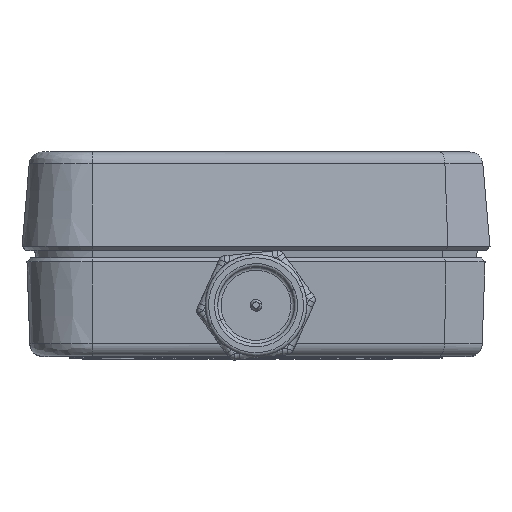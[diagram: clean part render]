
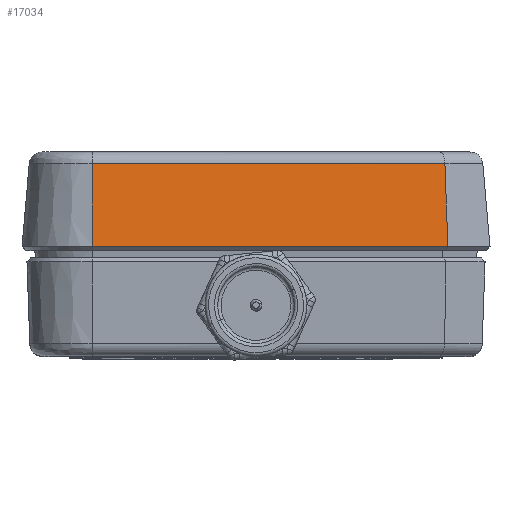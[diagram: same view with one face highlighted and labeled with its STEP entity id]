
A CAD part, top view. The second image highlights one B-rep face of the part: STEP entity #17034.
In plain terms, the highlighted planar face has unit normal (0, 0.087, 0.996).
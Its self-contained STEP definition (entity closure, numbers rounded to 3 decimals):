
#1388 = DIRECTION ( 'NONE',  ( 0., -0.996, 0.087 ) ) ;
#1579 = CARTESIAN_POINT ( 'NONE',  ( -33.282, 7.086, 20.427 ) ) ;
#3834 = EDGE_CURVE ( 'NONE', #9363, #13294, #34855, .T. ) ;
#5449 = AXIS2_PLACEMENT_3D ( 'NONE', #1579, #16179, #1388 ) ;
#5827 = VECTOR ( 'NONE', #21399, 1000. ) ;
#9363 = VERTEX_POINT ( 'NONE', #34835 ) ;
#10581 = VERTEX_POINT ( 'NONE', #29324 ) ;
#12286 = CARTESIAN_POINT ( 'NONE',  ( -33.282, -0.125, 21.057 ) ) ;
#12833 = LINE ( 'NONE', #13022, #22158 ) ;
#13022 = CARTESIAN_POINT ( 'NONE',  ( -6.13, -0.125, 21.056 ) ) ;
#13080 = FACE_OUTER_BOUND ( 'NONE', #22951, .T. ) ;
#13294 = VERTEX_POINT ( 'NONE', #28604 ) ;
#15198 = EDGE_CURVE ( 'NONE', #10581, #9363, #12833, .T. ) ;
#15396 = LINE ( 'NONE', #23577, #31951 ) ;
#16179 = DIRECTION ( 'NONE',  ( 0., 0.087, 0.996 ) ) ;
#16697 = VECTOR ( 'NONE', #31543, 1000. ) ;
#16742 = PLANE ( 'NONE',  #5449 ) ;
#17034 = ADVANCED_FACE ( 'NONE', ( #13080 ), #16742, .T. ) ;
#18249 = DIRECTION ( 'NONE',  ( -0.036, 0.996, -0.087 ) ) ;
#18858 = LINE ( 'NONE', #12286, #5827 ) ;
#20912 = EDGE_CURVE ( 'NONE', #13294, #26598, #15396, .T. ) ;
#21046 = DIRECTION ( 'NONE',  ( 0., -0.996, 0.087 ) ) ;
#21399 = DIRECTION ( 'NONE',  ( -1., 0., 0. ) ) ;
#22158 = VECTOR ( 'NONE', #18249, 1000. ) ;
#22951 = EDGE_LOOP ( 'NONE', ( #27789, #34205, #32532, #28811 ) ) ;
#23577 = CARTESIAN_POINT ( 'NONE',  ( -33.282, 7.086, 20.427 ) ) ;
#26598 = VERTEX_POINT ( 'NONE', #35651 ) ;
#27789 = ORIENTED_EDGE ( 'NONE', *, *, #29814, .F. ) ;
#28604 = CARTESIAN_POINT ( 'NONE',  ( -33.282, 6.173, 20.506 ) ) ;
#28802 = CARTESIAN_POINT ( 'NONE',  ( -33.282, 6.173, 20.506 ) ) ;
#28811 = ORIENTED_EDGE ( 'NONE', *, *, #20912, .T. ) ;
#29324 = CARTESIAN_POINT ( 'NONE',  ( -6.13, -0.125, 21.056 ) ) ;
#29814 = EDGE_CURVE ( 'NONE', #10581, #26598, #18858, .T. ) ;
#31543 = DIRECTION ( 'NONE',  ( -1., 0., 0. ) ) ;
#31951 = VECTOR ( 'NONE', #21046, 1000. ) ;
#32532 = ORIENTED_EDGE ( 'NONE', *, *, #3834, .T. ) ;
#34205 = ORIENTED_EDGE ( 'NONE', *, *, #15198, .T. ) ;
#34835 = CARTESIAN_POINT ( 'NONE',  ( -6.358, 6.173, 20.505 ) ) ;
#34855 = LINE ( 'NONE', #28802, #16697 ) ;
#35651 = CARTESIAN_POINT ( 'NONE',  ( -33.282, -0.125, 21.057 ) ) ;
